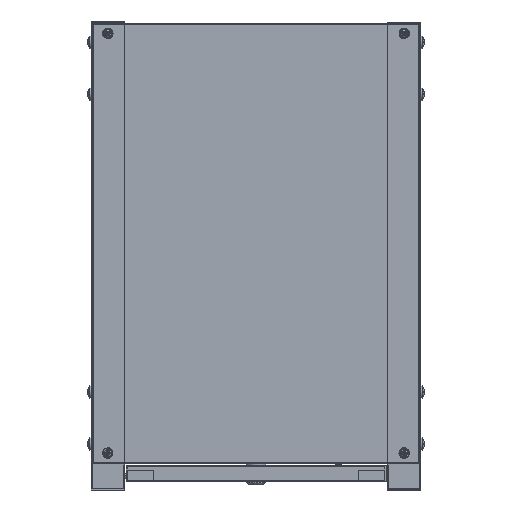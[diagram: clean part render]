
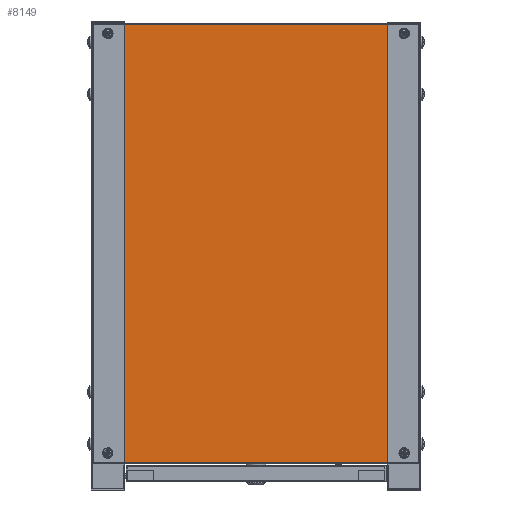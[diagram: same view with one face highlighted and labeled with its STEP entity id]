
A CAD part, left-side view. The second image highlights one B-rep face of the part: STEP entity #8149.
In plain terms, the highlighted face is planar.
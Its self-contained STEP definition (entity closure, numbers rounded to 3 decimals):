
#576 = LINE ( 'NONE', #32055, #38360 ) ;
#648 = EDGE_CURVE ( 'NONE', #36382, #29390, #27437, .T. ) ;
#1000 = DIRECTION ( 'NONE',  ( 0., -1., 0. ) ) ;
#1077 = EDGE_CURVE ( 'NONE', #39008, #27992, #15447, .T. ) ;
#1107 = ORIENTED_EDGE ( 'NONE', *, *, #26395, .F. ) ;
#1571 = DIRECTION ( 'NONE',  ( 0., 0., -1. ) ) ;
#1618 = CARTESIAN_POINT ( 'NONE',  ( 201.75, 0., -144.2 ) ) ;
#2312 = VERTEX_POINT ( 'NONE', #36322 ) ;
#2927 = VECTOR ( 'NONE', #14408, 1000. ) ;
#3237 = EDGE_CURVE ( 'NONE', #53885, #23895, #31772, .T. ) ;
#4945 = AXIS2_PLACEMENT_3D ( 'NONE', #45718, #21368, #33593 ) ;
#5286 = CARTESIAN_POINT ( 'NONE',  ( 201.75, 0., 142.5 ) ) ;
#5434 = CIRCLE ( 'NONE', #15549, 1.7 ) ;
#5932 = PLANE ( 'NONE',  #24122 ) ;
#8149 = ADVANCED_FACE ( 'NONE', ( #31456, #20139, #43443, #38103, #16838 ), #5932, .T. ) ;
#8291 = CARTESIAN_POINT ( 'NONE',  ( 211.75, 0., 157.5 ) ) ;
#8795 = CIRCLE ( 'NONE', #17010, 1.7 ) ;
#9013 = CARTESIAN_POINT ( 'NONE',  ( -211.75, 0., -157.5 ) ) ;
#9283 = CIRCLE ( 'NONE', #34191, 1.7 ) ;
#9675 = CARTESIAN_POINT ( 'NONE',  ( 201.75, 0., 140.8 ) ) ;
#11614 = VERTEX_POINT ( 'NONE', #12165 ) ;
#12165 = CARTESIAN_POINT ( 'NONE',  ( -211.75, 0., -157.5 ) ) ;
#12300 = DIRECTION ( 'NONE',  ( 1., 0., 0. ) ) ;
#12917 = AXIS2_PLACEMENT_3D ( 'NONE', #5286, #44032, #51763 ) ;
#12939 = CARTESIAN_POINT ( 'NONE',  ( -201.75, 0., 144.2 ) ) ;
#14087 = EDGE_CURVE ( 'NONE', #22775, #2312, #45796, .T. ) ;
#14408 = DIRECTION ( 'NONE',  ( 0., 0., -1. ) ) ;
#14594 = DIRECTION ( 'NONE',  ( 0., -1., 0. ) ) ;
#14661 = VERTEX_POINT ( 'NONE', #26149 ) ;
#15447 = LINE ( 'NONE', #35046, #2927 ) ;
#15549 = AXIS2_PLACEMENT_3D ( 'NONE', #15972, #37155, #25054 ) ;
#15972 = CARTESIAN_POINT ( 'NONE',  ( 201.75, 0., 142.5 ) ) ;
#16596 = AXIS2_PLACEMENT_3D ( 'NONE', #21380, #21749, #47155 ) ;
#16838 = FACE_OUTER_BOUND ( 'NONE', #34385, .T. ) ;
#17010 = AXIS2_PLACEMENT_3D ( 'NONE', #40083, #18685, #23539 ) ;
#18112 = EDGE_LOOP ( 'NONE', ( #47491, #30899 ) ) ;
#18196 = EDGE_LOOP ( 'NONE', ( #53133, #26983 ) ) ;
#18685 = DIRECTION ( 'NONE',  ( 0., -1., 0. ) ) ;
#18700 = CARTESIAN_POINT ( 'NONE',  ( 201.75, 0., -142.5 ) ) ;
#18906 = ORIENTED_EDGE ( 'NONE', *, *, #14087, .F. ) ;
#19688 = CARTESIAN_POINT ( 'NONE',  ( -201.75, 0., -144.2 ) ) ;
#20139 = FACE_BOUND ( 'NONE', #27785, .T. ) ;
#20392 = CARTESIAN_POINT ( 'NONE',  ( 211.75, 0., -157.5 ) ) ;
#20765 = AXIS2_PLACEMENT_3D ( 'NONE', #23463, #31845, #36669 ) ;
#21368 = DIRECTION ( 'NONE',  ( 0., -1., 0. ) ) ;
#21380 = CARTESIAN_POINT ( 'NONE',  ( -201.75, 0., 142.5 ) ) ;
#21749 = DIRECTION ( 'NONE',  ( 0., -1., 0. ) ) ;
#22775 = VERTEX_POINT ( 'NONE', #12939 ) ;
#23463 = CARTESIAN_POINT ( 'NONE',  ( -201.75, 0., -142.5 ) ) ;
#23539 = DIRECTION ( 'NONE',  ( 0., 0., 1. ) ) ;
#23895 = VERTEX_POINT ( 'NONE', #41918 ) ;
#24122 = AXIS2_PLACEMENT_3D ( 'NONE', #39844, #14594, #27231 ) ;
#25054 = DIRECTION ( 'NONE',  ( 0., 0., 1. ) ) ;
#26148 = EDGE_CURVE ( 'NONE', #46407, #36074, #26994, .T. ) ;
#26149 = CARTESIAN_POINT ( 'NONE',  ( -211.75, 0., 157.5 ) ) ;
#26208 = ORIENTED_EDGE ( 'NONE', *, *, #42887, .F. ) ;
#26395 = EDGE_CURVE ( 'NONE', #14661, #39008, #32271, .T. ) ;
#26983 = ORIENTED_EDGE ( 'NONE', *, *, #31860, .F. ) ;
#26994 = CIRCLE ( 'NONE', #20765, 1.7 ) ;
#27231 = DIRECTION ( 'NONE',  ( 0., 0., -1. ) ) ;
#27412 = ORIENTED_EDGE ( 'NONE', *, *, #32650, .F. ) ;
#27437 = CIRCLE ( 'NONE', #43431, 1.7 ) ;
#27630 = CARTESIAN_POINT ( 'NONE',  ( 211.75, 0., 157.5 ) ) ;
#27785 = EDGE_LOOP ( 'NONE', ( #53903, #40851 ) ) ;
#27992 = VERTEX_POINT ( 'NONE', #20392 ) ;
#29390 = VERTEX_POINT ( 'NONE', #39014 ) ;
#30899 = ORIENTED_EDGE ( 'NONE', *, *, #34765, .F. ) ;
#31456 = FACE_BOUND ( 'NONE', #33754, .T. ) ;
#31772 = CIRCLE ( 'NONE', #12917, 1.7 ) ;
#31845 = DIRECTION ( 'NONE',  ( 0., -1., 0. ) ) ;
#31860 = EDGE_CURVE ( 'NONE', #29390, #36382, #9283, .T. ) ;
#32055 = CARTESIAN_POINT ( 'NONE',  ( 211.75, 0., -157.5 ) ) ;
#32271 = LINE ( 'NONE', #8291, #42223 ) ;
#32515 = DIRECTION ( 'NONE',  ( 0., 0., -1. ) ) ;
#32650 = EDGE_CURVE ( 'NONE', #27992, #11614, #576, .T. ) ;
#33593 = DIRECTION ( 'NONE',  ( 0., 0., -1. ) ) ;
#33754 = EDGE_LOOP ( 'NONE', ( #41972, #18906 ) ) ;
#34191 = AXIS2_PLACEMENT_3D ( 'NONE', #18700, #1000, #1571 ) ;
#34254 = ORIENTED_EDGE ( 'NONE', *, *, #1077, .F. ) ;
#34385 = EDGE_LOOP ( 'NONE', ( #26208, #27412, #34254, #1107 ) ) ;
#34765 = EDGE_CURVE ( 'NONE', #23895, #53885, #5434, .T. ) ;
#35046 = CARTESIAN_POINT ( 'NONE',  ( 211.75, 0., -157.5 ) ) ;
#35944 = EDGE_CURVE ( 'NONE', #36074, #46407, #8795, .T. ) ;
#36074 = VERTEX_POINT ( 'NONE', #37289 ) ;
#36322 = CARTESIAN_POINT ( 'NONE',  ( -201.75, 0., 140.8 ) ) ;
#36382 = VERTEX_POINT ( 'NONE', #1618 ) ;
#36669 = DIRECTION ( 'NONE',  ( 0., 0., 1. ) ) ;
#36752 = VECTOR ( 'NONE', #39195, 1000. ) ;
#37155 = DIRECTION ( 'NONE',  ( 0., -1., 0. ) ) ;
#37289 = CARTESIAN_POINT ( 'NONE',  ( -201.75, 0., -140.8 ) ) ;
#37584 = DIRECTION ( 'NONE',  ( -1., 0., 0. ) ) ;
#38065 = LINE ( 'NONE', #9013, #36752 ) ;
#38103 = FACE_BOUND ( 'NONE', #18196, .T. ) ;
#38360 = VECTOR ( 'NONE', #37584, 1000. ) ;
#39008 = VERTEX_POINT ( 'NONE', #27630 ) ;
#39014 = CARTESIAN_POINT ( 'NONE',  ( 201.75, 0., -140.8 ) ) ;
#39195 = DIRECTION ( 'NONE',  ( 0., 0., 1. ) ) ;
#39844 = CARTESIAN_POINT ( 'NONE',  ( 0., 0., 0. ) ) ;
#40083 = CARTESIAN_POINT ( 'NONE',  ( -201.75, 0., -142.5 ) ) ;
#40851 = ORIENTED_EDGE ( 'NONE', *, *, #35944, .F. ) ;
#41918 = CARTESIAN_POINT ( 'NONE',  ( 201.75, 0., 144.2 ) ) ;
#41972 = ORIENTED_EDGE ( 'NONE', *, *, #42813, .F. ) ;
#42223 = VECTOR ( 'NONE', #12300, 1000. ) ;
#42813 = EDGE_CURVE ( 'NONE', #2312, #22775, #51276, .T. ) ;
#42887 = EDGE_CURVE ( 'NONE', #11614, #14661, #38065, .T. ) ;
#43431 = AXIS2_PLACEMENT_3D ( 'NONE', #45496, #49726, #32515 ) ;
#43443 = FACE_BOUND ( 'NONE', #18112, .T. ) ;
#44032 = DIRECTION ( 'NONE',  ( 0., -1., 0. ) ) ;
#45496 = CARTESIAN_POINT ( 'NONE',  ( 201.75, 0., -142.5 ) ) ;
#45718 = CARTESIAN_POINT ( 'NONE',  ( -201.75, 0., 142.5 ) ) ;
#45796 = CIRCLE ( 'NONE', #4945, 1.7 ) ;
#46407 = VERTEX_POINT ( 'NONE', #19688 ) ;
#47155 = DIRECTION ( 'NONE',  ( 0., 0., -1. ) ) ;
#47491 = ORIENTED_EDGE ( 'NONE', *, *, #3237, .F. ) ;
#49726 = DIRECTION ( 'NONE',  ( 0., -1., 0. ) ) ;
#51276 = CIRCLE ( 'NONE', #16596, 1.7 ) ;
#51763 = DIRECTION ( 'NONE',  ( 0., 0., 1. ) ) ;
#53133 = ORIENTED_EDGE ( 'NONE', *, *, #648, .F. ) ;
#53885 = VERTEX_POINT ( 'NONE', #9675 ) ;
#53903 = ORIENTED_EDGE ( 'NONE', *, *, #26148, .F. ) ;
